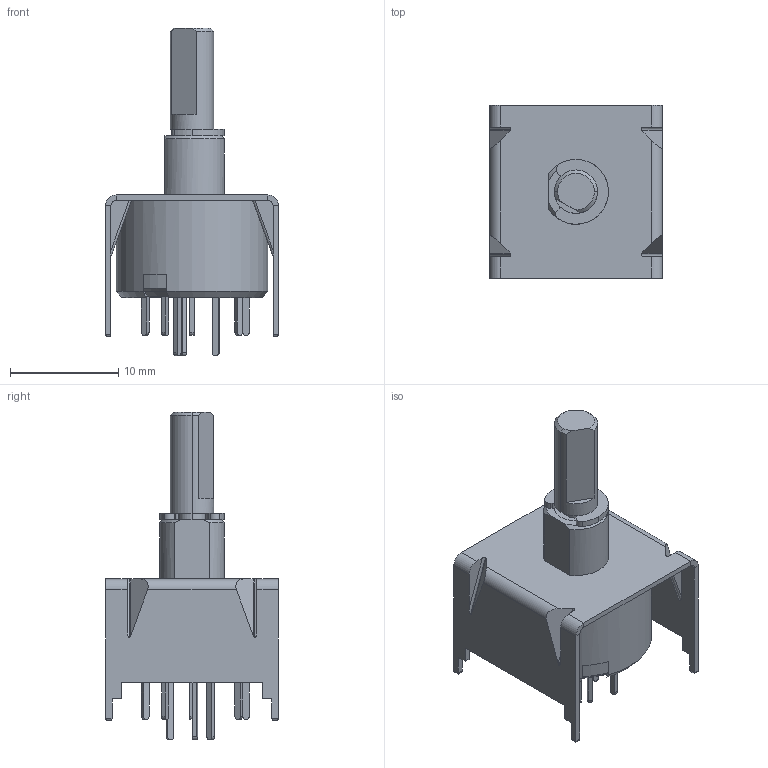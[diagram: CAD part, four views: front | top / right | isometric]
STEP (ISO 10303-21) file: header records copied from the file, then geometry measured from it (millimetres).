
FILE_DESCRIPTION (( 'STEP AP203' ), '1' );
FILE_NAME ('2ﾏ3ﾍ 33 IP40-0.STEP', '2020-09-07T00:24:34', ( '' ), ( '' ), 'SwSTEP 2.0', 'SolidWorks 2017', '' );
FILE_SCHEMA (( 'CONFIG_CONTROL_DESIGN' ));
Length unit declared in the file: millimetre
Products named in the file (21): ÌÏÍ3 10Ï âûâîä-oa7; ÌÏÍ3 Êîíòàêò íà 180; 匀棠.754175.002 暑朦鲱 箫腩蝽栩咫铄; ÌÏÍ3 10Ï îñíîâàíèå; ÌÏÍ3 ðîòîð 4Í; 2ﾏ3ﾍ 33 IP40-0; �����_2�3�; 扻豵鵨; 扻錪犩 諘瀁謺鍷; ÌÏÍ3 Ïðóæèíêà Ô ïðÿìàÿ; 櫻蠉錪2; ﾔﾈﾌﾄ.745328.001 ﾊ煇鳫; ÔÈÌÄ-Ý.18.27 Óçåë ôèêñàöèè; ﾔﾈﾌﾄ-ﾝ.18.34 ﾂ琿_33
Assembly tree (19 placements, depth 3):
  ÌÏÍ3 ðîòîð 4Í
  2ﾏ3ﾍ 33 IP40-0
    ÔÈÌÄ-Ý.18.27 Óçåë ôèêñàöèè
      扻豵鵨
      扻錪犩 諘瀁謺鍷
      匀棠.754175.002 暑朦鲱 箫腩蝽栩咫铄  x2
    �����_2�3�
      ÌÏÍ3 Êîíòàêò íà 180
      ÌÏÍ3 10Ï âûâîä-oa7
      ÌÏÍ3 10Ï îñíîâàíèå
      ÌÏÍ3 Êîíòàêò íà 180
      ÌÏÍ3 Êîíòàêò íà 180
      櫻蠉錪2
      ÌÏÍ3 10Ï âûâîä-oa7
      ÌÏÍ3 10Ï âûâîä-oa7
      ÌÏÍ3 10Ï âûâîä-oa7
      ÌÏÍ3 10Ï âûâîä-oa7
      ÌÏÍ3 10Ï âûâîä-oa7
    ﾔﾈﾌﾄ-ﾝ.18.34 ﾂ琿_33
    ﾔﾈﾌﾄ.745328.001 ﾊ煇鳫
  ÌÏÍ3 Ïðóæèíêà Ô ïðÿìàÿ
Bounding box: 16 x 16 x 30.35 mm (x, y, z)
Volume: 1307.5 mm3; surface area: 3692.8 mm2
Topology: 17 solids, 17 shells, 375 faces, 907 edges, 586 vertices
Faces by surface type: plane 211, cylinder 116, bspline 28, cone 20
Entity records: 13340 total; most frequent: CARTESIAN_POINT 2580, ORIENTED_EDGE 1798, DIRECTION 1737, EDGE_CURVE 899, LINE 587, VECTOR 587, VERTEX_POINT 582, AXIS2_PLACEMENT_3D 575
